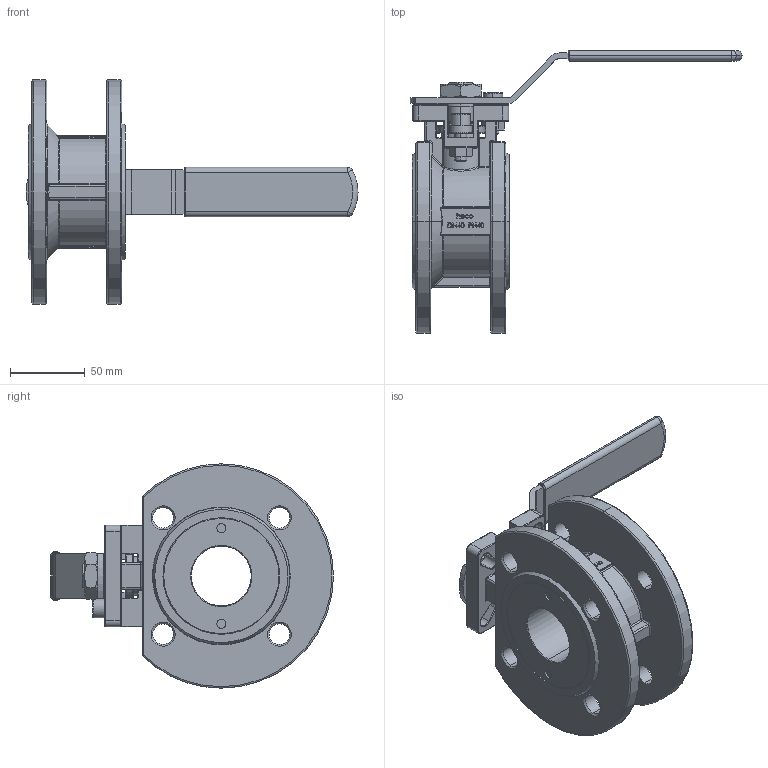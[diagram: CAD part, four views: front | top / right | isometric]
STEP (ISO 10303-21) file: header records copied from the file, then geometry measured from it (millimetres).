
FILE_DESCRIPTION (( 'STEP AP214' ), '1' );
FILE_NAME ('KK-112-000-4 Flanschkugelhahn 1804.STEP', '2018-04-24T06:30:01', ( '' ), ( '' ), 'SwSTEP 2.0', 'SolidWorks 2016', '' );
FILE_SCHEMA (( 'AUTOMOTIVE_DESIGN' ));
Length unit declared in the file: millimetre
Products named in the file (1): KK-112-000-4 Flanschkugelhahn 1804
Bounding box: 221.99 x 189.2 x 150 mm (x, y, z)
Volume: 558867.6 mm3; surface area: 123143.1 mm2
Topology: 1 solids, 1 shells, 1290 faces, 3143 edges, 1843 vertices
Faces by surface type: plane 375, cylinder 351, bspline 258, torus 162, cone 86, sphere 58
Entity records: 53559 total; most frequent: CARTESIAN_POINT 21372, ORIENTED_EDGE 6142, DIRECTION 5543, EDGE_CURVE 3071, AXIS2_PLACEMENT_3D 2086, VERTEX_POINT 1843, EDGE_LOOP 1394, LINE 1371
